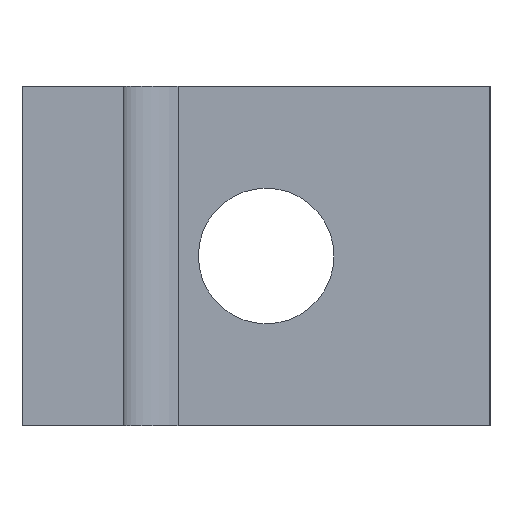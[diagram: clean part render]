
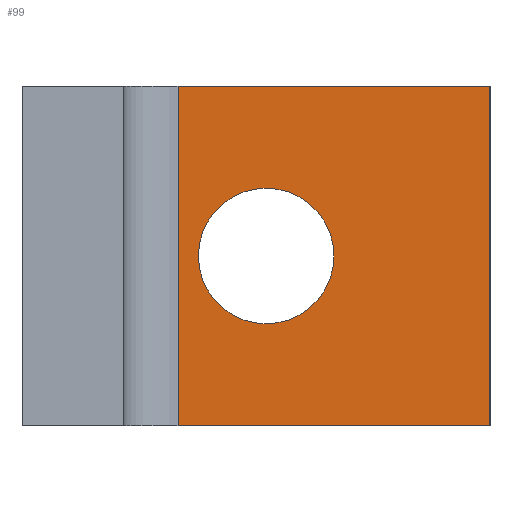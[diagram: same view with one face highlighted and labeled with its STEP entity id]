
A CAD part, front view. The second image highlights one B-rep face of the part: STEP entity #99.
In plain terms, the highlighted planar face has unit normal (0, -1, 0).
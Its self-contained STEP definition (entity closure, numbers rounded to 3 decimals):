
#43=PLANE('',#274);
#60=LINE('',#370,#80);
#65=LINE('',#380,#85);
#66=LINE('',#384,#86);
#67=LINE('',#386,#87);
#80=VECTOR('',#305,1.);
#85=VECTOR('',#312,1.);
#86=VECTOR('',#317,1.);
#87=VECTOR('',#318,1.);
#99=ADVANCED_FACE('',(#113,#114),#43,.T.);
#113=FACE_BOUND('',#128,.T.);
#114=FACE_BOUND('',#129,.T.);
#128=EDGE_LOOP('',(#159));
#129=EDGE_LOOP('',(#160,#161,#162,#163));
#159=ORIENTED_EDGE('',*,*,#233,.T.);
#160=ORIENTED_EDGE('',*,*,#234,.T.);
#161=ORIENTED_EDGE('',*,*,#232,.T.);
#162=ORIENTED_EDGE('',*,*,#227,.T.);
#163=ORIENTED_EDGE('',*,*,#235,.F.);
#206=VERTEX_POINT('',#369);
#207=VERTEX_POINT('',#371);
#209=VERTEX_POINT('',#377);
#211=VERTEX_POINT('',#383);
#212=VERTEX_POINT('',#385);
#227=EDGE_CURVE('',#207,#206,#60,.T.);
#232=EDGE_CURVE('',#209,#207,#65,.T.);
#233=EDGE_CURVE('',#211,#211,#250,.T.);
#234=EDGE_CURVE('',#212,#209,#66,.T.);
#235=EDGE_CURVE('',#212,#206,#67,.T.);
#250=CIRCLE('',#273,1.);
#273=AXIS2_PLACEMENT_3D('',#382,#315,#316);
#274=AXIS2_PLACEMENT_3D('',#387,#319,#320);
#305=DIRECTION('',(-1.,0.,0.));
#312=DIRECTION('',(0.,0.,1.));
#315=DIRECTION('',(0.,1.,0.));
#316=DIRECTION('',(1.,0.,0.));
#317=DIRECTION('',(1.,0.,0.));
#318=DIRECTION('',(0.,0.,1.));
#319=DIRECTION('',(0.,-1.,0.));
#320=DIRECTION('',(1.,0.,0.));
#369=CARTESIAN_POINT('',(5.262,-6.295,2.5));
#370=CARTESIAN_POINT('',(9.862,-6.295,2.5));
#371=CARTESIAN_POINT('',(9.862,-6.295,2.5));
#377=CARTESIAN_POINT('',(9.862,-6.295,-2.5));
#380=CARTESIAN_POINT('',(9.862,-6.295,-2.5));
#382=CARTESIAN_POINT('',(6.562,-6.295,0.));
#383=CARTESIAN_POINT('',(7.562,-6.295,0.));
#384=CARTESIAN_POINT('',(5.262,-6.295,-2.5));
#385=CARTESIAN_POINT('',(5.262,-6.295,-2.5));
#386=CARTESIAN_POINT('',(5.262,-6.295,-2.5));
#387=CARTESIAN_POINT('',(5.262,-6.295,-2.5));
